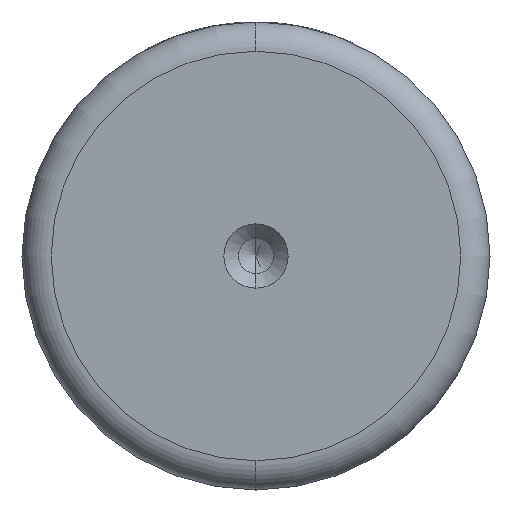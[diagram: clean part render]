
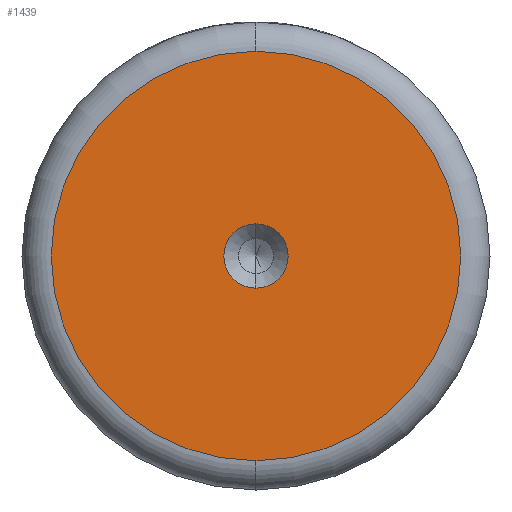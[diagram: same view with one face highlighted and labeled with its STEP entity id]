
A CAD part, left-side view. The second image highlights one B-rep face of the part: STEP entity #1439.
In plain terms, the highlighted planar face has unit normal (-1, 0, 0).
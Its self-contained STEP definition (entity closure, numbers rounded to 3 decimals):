
#25 = DIRECTION ( 'NONE',  ( 0., 0., 1. ) ) ;
#27 = DIRECTION ( 'NONE',  ( 0., 0., 1. ) ) ;
#78 = CARTESIAN_POINT ( 'NONE',  ( 0., 0., 3.3 ) ) ;
#148 = CARTESIAN_POINT ( 'NONE',  ( 0., 0., 21. ) ) ;
#171 = DIRECTION ( 'NONE',  ( -1., 0., 0. ) ) ;
#181 = CIRCLE ( 'NONE', #797, 3.3 ) ;
#192 = DIRECTION ( 'NONE',  ( -1., 0., 0. ) ) ;
#300 = EDGE_LOOP ( 'NONE', ( #498, #824 ) ) ;
#356 = CARTESIAN_POINT ( 'NONE',  ( 0., 0., -3.3 ) ) ;
#398 = AXIS2_PLACEMENT_3D ( 'NONE', #484, #1241, #590 ) ;
#399 = CARTESIAN_POINT ( 'NONE',  ( 0., 0., 0. ) ) ;
#421 = AXIS2_PLACEMENT_3D ( 'NONE', #867, #192, #979 ) ;
#471 = FACE_BOUND ( 'NONE', #938, .T. ) ;
#484 = CARTESIAN_POINT ( 'NONE',  ( 0., 0., 0. ) ) ;
#498 = ORIENTED_EDGE ( 'NONE', *, *, #1335, .T. ) ;
#500 = CIRCLE ( 'NONE', #951, 21. ) ;
#590 = DIRECTION ( 'NONE',  ( 0., 0., 1. ) ) ;
#596 = VERTEX_POINT ( 'NONE', #356 ) ;
#615 = PLANE ( 'NONE',  #909 ) ;
#623 = CARTESIAN_POINT ( 'NONE',  ( 0., 0., -21. ) ) ;
#717 = DIRECTION ( 'NONE',  ( -1., 0., 0. ) ) ;
#720 = DIRECTION ( 'NONE',  ( -1., 0., 0. ) ) ;
#797 = AXIS2_PLACEMENT_3D ( 'NONE', #1384, #720, #27 ) ;
#803 = VERTEX_POINT ( 'NONE', #78 ) ;
#824 = ORIENTED_EDGE ( 'NONE', *, *, #1192, .T. ) ;
#854 = CARTESIAN_POINT ( 'NONE',  ( 0., 0., 0. ) ) ;
#867 = CARTESIAN_POINT ( 'NONE',  ( 0., 0., 0. ) ) ;
#909 = AXIS2_PLACEMENT_3D ( 'NONE', #399, #717, #25 ) ;
#938 = EDGE_LOOP ( 'NONE', ( #1135, #1264 ) ) ;
#951 = AXIS2_PLACEMENT_3D ( 'NONE', #854, #171, #964 ) ;
#964 = DIRECTION ( 'NONE',  ( 0., 0., 1. ) ) ;
#979 = DIRECTION ( 'NONE',  ( 0., 0., 1. ) ) ;
#992 = EDGE_CURVE ( 'NONE', #596, #803, #1182, .T. ) ;
#1112 = CIRCLE ( 'NONE', #421, 21. ) ;
#1130 = EDGE_CURVE ( 'NONE', #803, #596, #181, .T. ) ;
#1135 = ORIENTED_EDGE ( 'NONE', *, *, #1130, .F. ) ;
#1182 = CIRCLE ( 'NONE', #398, 3.3 ) ;
#1192 = EDGE_CURVE ( 'NONE', #1456, #1453, #500, .T. ) ;
#1241 = DIRECTION ( 'NONE',  ( -1., 0., 0. ) ) ;
#1264 = ORIENTED_EDGE ( 'NONE', *, *, #992, .F. ) ;
#1302 = FACE_OUTER_BOUND ( 'NONE', #300, .T. ) ;
#1335 = EDGE_CURVE ( 'NONE', #1453, #1456, #1112, .T. ) ;
#1384 = CARTESIAN_POINT ( 'NONE',  ( 0., 0., 0. ) ) ;
#1439 = ADVANCED_FACE ( 'NONE', ( #471, #1302 ), #615, .T. ) ;
#1453 = VERTEX_POINT ( 'NONE', #148 ) ;
#1456 = VERTEX_POINT ( 'NONE', #623 ) ;
